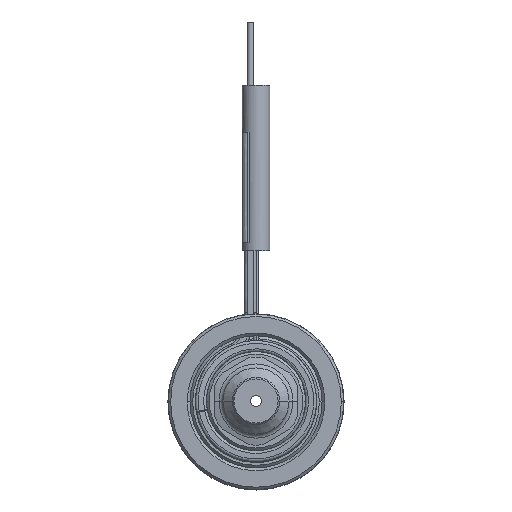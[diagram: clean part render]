
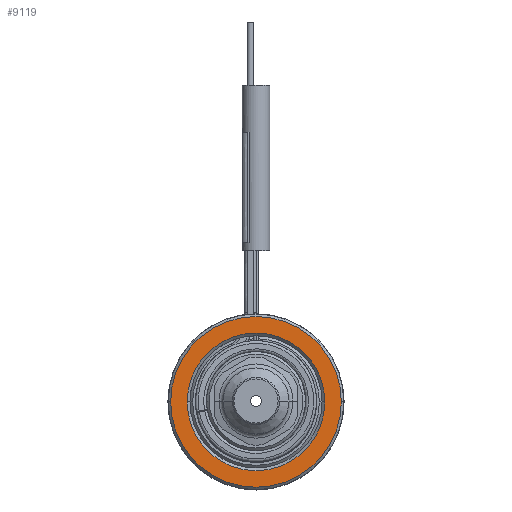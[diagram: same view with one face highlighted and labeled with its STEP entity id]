
A CAD part, top view. The second image highlights one B-rep face of the part: STEP entity #9119.
In plain terms, the highlighted planar face has unit normal (0, 0, 1).
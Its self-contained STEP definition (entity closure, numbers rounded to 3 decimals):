
#1572=CARTESIAN_POINT('',(0.,0.,25.));
#1573=DIRECTION('',(0.,0.,-1.));
#1574=DIRECTION('',(-1.,0.,0.));
#1575=AXIS2_PLACEMENT_3D('',#1572,#1573,#1574);
#1586=CARTESIAN_POINT('',(0.,0.,25.));
#1587=DIRECTION('',(0.,0.,-1.));
#1588=DIRECTION('',(1.,0.,0.));
#1589=AXIS2_PLACEMENT_3D('',#1586,#1587,#1588);
#1600=CARTESIAN_POINT('',(0.,0.,
25.));
#1601=DIRECTION('',(0.,0.,-1.));
#1602=DIRECTION('',(1.,0.,0.));
#1603=AXIS2_PLACEMENT_3D('',#1600,#1601,#1602);
#1614=CARTESIAN_POINT('',(0.,0.,25.));
#1615=DIRECTION('',(0.,0.,-1.));
#1616=DIRECTION('',(-1.,0.,0.));
#1617=AXIS2_PLACEMENT_3D('',#1614,#1615,#1616);
#6502=CARTESIAN_POINT('',(15.5,0.,25.));
#6503=CARTESIAN_POINT('',(-15.5,0.,
25.));
#6504=VERTEX_POINT('',#6502);
#6505=VERTEX_POINT('',#6503);
#6506=CARTESIAN_POINT('',(12.5,0.,25.));
#6507=CARTESIAN_POINT('',(-12.5,0.,25.));
#6508=VERTEX_POINT('',#6506);
#6509=VERTEX_POINT('',#6507);
#9104=CARTESIAN_POINT('',(0.,0.,25.));
#9105=DIRECTION('',(0.,0.,1.));
#9106=DIRECTION('',(-1.,0.,0.));
#9107=AXIS2_PLACEMENT_3D('',#9104,#9105,#9106);
#9108=PLANE('',#9107);
#9109=ORIENTED_EDGE('',*,*,#9086,.T.);
#9110=ORIENTED_EDGE('',*,*,#9071,.T.);
#9111=EDGE_LOOP('',(#9109,#9110));
#9112=FACE_OUTER_BOUND('',#9111,.F.);
#9114=ORIENTED_EDGE('',*,*,#9113,.F.);
#9116=ORIENTED_EDGE('',*,*,#9115,.F.);
#9117=EDGE_LOOP('',(#9114,#9116));
#9118=FACE_BOUND('',#9117,.F.);
#1576=CIRCLE('',#1575,15.5);
#1590=CIRCLE('',#1589,15.5);
#1604=CIRCLE('',#1603,12.5);
#1618=CIRCLE('',#1617,12.5);
#9071=EDGE_CURVE('',#6505,#6504,#1576,.T.);
#9086=EDGE_CURVE('',#6504,#6505,#1590,.T.);
#9113=EDGE_CURVE('',#6508,#6509,#1604,.T.);
#9115=EDGE_CURVE('',#6509,#6508,#1618,.T.);
#9119=ADVANCED_FACE('',(#9112,#9118),#9108,.T.);
